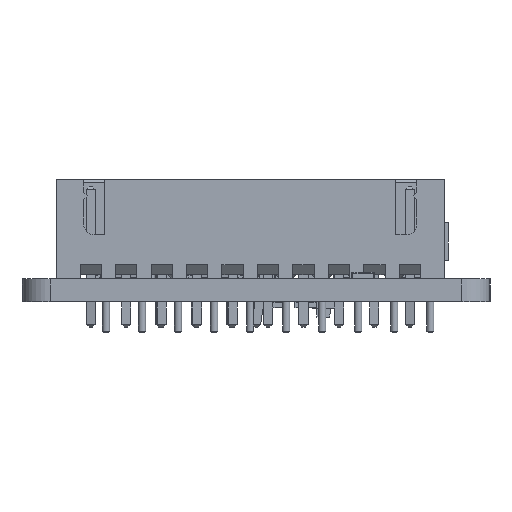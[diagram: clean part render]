
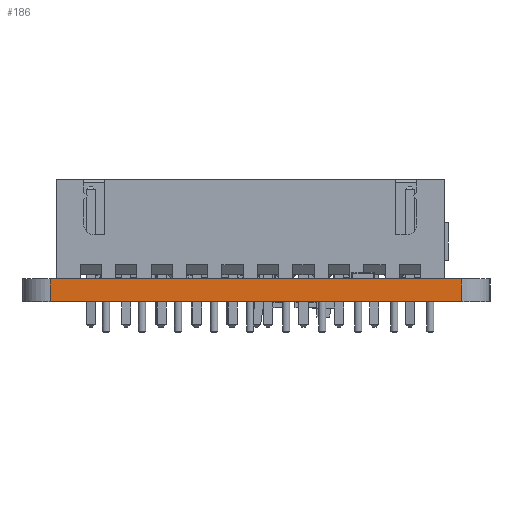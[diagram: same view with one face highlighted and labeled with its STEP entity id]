
A CAD part, left-side view. The second image highlights one B-rep face of the part: STEP entity #186.
In plain terms, the highlighted planar face has unit normal (-1, 0, 0).
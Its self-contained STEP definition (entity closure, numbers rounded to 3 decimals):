
#126 = EDGE_CURVE('',#127,#129,#131,.T.);
#127 = VERTEX_POINT('',#128);
#128 = CARTESIAN_POINT('',(87.75,-85.75,0.));
#129 = VERTEX_POINT('',#130);
#130 = CARTESIAN_POINT('',(87.75,-85.75,-1.6));
#131 = LINE('',#132,#133);
#132 = CARTESIAN_POINT('',(87.75,-85.75,0.));
#133 = VECTOR('',#134,1.);
#134 = DIRECTION('',(0.,0.,-1.));
#186 = ADVANCED_FACE('',(#187),#212,.T.);
#187 = FACE_BOUND('',#188,.T.);
#188 = EDGE_LOOP('',(#189,#190,#198,#206));
#189 = ORIENTED_EDGE('',*,*,#126,.T.);
#190 = ORIENTED_EDGE('',*,*,#191,.T.);
#191 = EDGE_CURVE('',#129,#192,#194,.T.);
#192 = VERTEX_POINT('',#193);
#193 = CARTESIAN_POINT('',(87.75,-114.75,-1.6));
#194 = LINE('',#195,#196);
#195 = CARTESIAN_POINT('',(87.75,-85.75,-1.6));
#196 = VECTOR('',#197,1.);
#197 = DIRECTION('',(0.,-1.,0.));
#198 = ORIENTED_EDGE('',*,*,#199,.F.);
#199 = EDGE_CURVE('',#200,#192,#202,.T.);
#200 = VERTEX_POINT('',#201);
#201 = CARTESIAN_POINT('',(87.75,-114.75,0.));
#202 = LINE('',#203,#204);
#203 = CARTESIAN_POINT('',(87.75,-114.75,0.));
#204 = VECTOR('',#205,1.);
#205 = DIRECTION('',(0.,0.,-1.));
#206 = ORIENTED_EDGE('',*,*,#207,.F.);
#207 = EDGE_CURVE('',#127,#200,#208,.T.);
#208 = LINE('',#209,#210);
#209 = CARTESIAN_POINT('',(87.75,-85.75,0.));
#210 = VECTOR('',#211,1.);
#211 = DIRECTION('',(0.,-1.,0.));
#212 = PLANE('',#213);
#213 = AXIS2_PLACEMENT_3D('',#214,#215,#216);
#214 = CARTESIAN_POINT('',(87.75,-85.75,0.));
#215 = DIRECTION('',(-1.,-0.,-0.));
#216 = DIRECTION('',(0.,-1.,0.));
